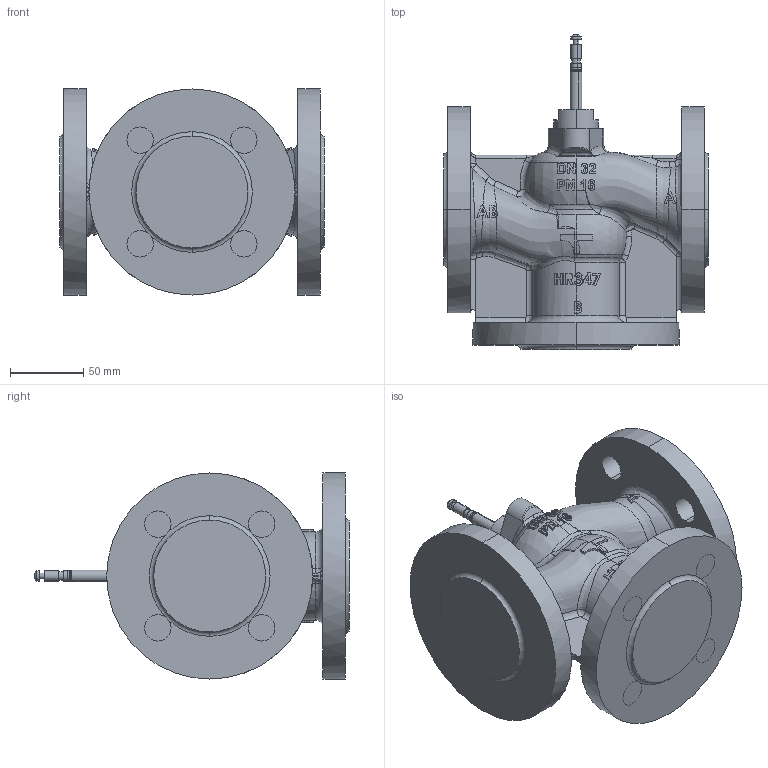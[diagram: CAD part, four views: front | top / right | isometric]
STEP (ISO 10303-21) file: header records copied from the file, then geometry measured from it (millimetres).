
FILE_DESCRIPTION (( 'STEP AP203' ), '1' );
FILE_NAME ('316_DN32_DEF.STEP', '2012-02-23T07:02:21', ( 'test' ), ( '' ), 'SwSTEP 2.0', 'SolidWorks 2011', '' );
FILE_SCHEMA (( 'CONFIG_CONTROL_DESIGN' ));
Products named in the file (1): 316_DN32_DEF
Bounding box: 180.54 x 214.64 x 140.42 mm (x, y, z)
Volume: 1326391 mm3; surface area: 178896.6 mm2
Topology: 1 solids, 2 shells, 815 faces, 2179 edges, 1413 vertices
Faces by surface type: plane 309, bspline 308, cylinder 111, torus 39, sphere 36, cone 12
Entity records: 128984 total; most frequent: CARTESIAN_POINT 111055, ORIENTED_EDGE 4338, DIRECTION 2799, EDGE_CURVE 2169, VERTEX_POINT 1413, AXIS2_PLACEMENT_3D 1091, B_SPLINE_CURVE_WITH_KNOTS 961, EDGE_LOOP 870
